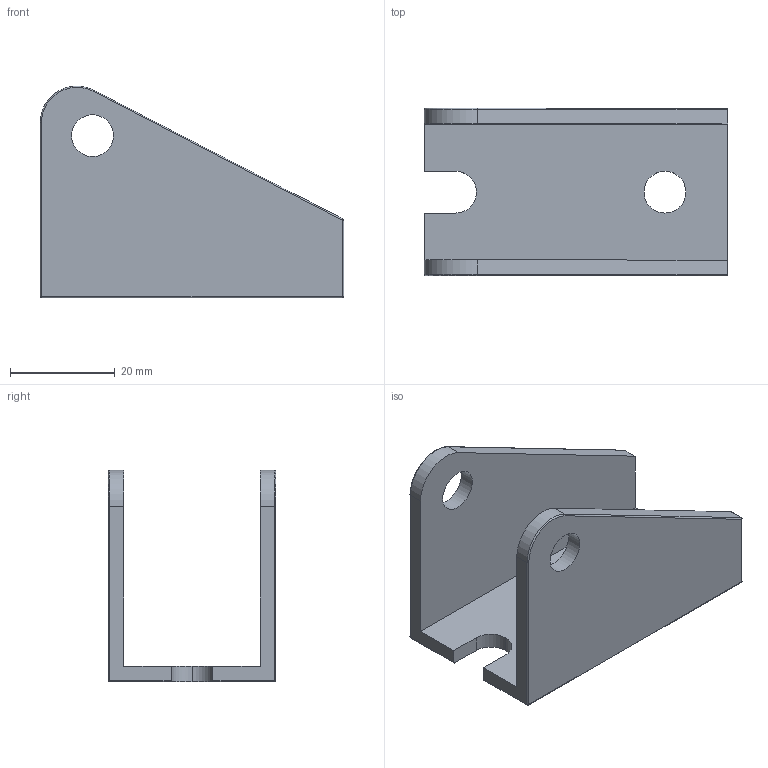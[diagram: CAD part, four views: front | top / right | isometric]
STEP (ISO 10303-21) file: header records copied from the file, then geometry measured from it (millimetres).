
FILE_DESCRIPTION(('FreeCAD Model'),'2;1');
FILE_NAME( 'MB8.step', '2016-03-04T12:15:52',('Author'),(''), 'Open CASCADE STEP processor 6.8','FreeCAD','Unknown');
FILE_SCHEMA(('AUTOMOTIVE_DESIGN_CC2 { 1 2 10303 214 -1 1 5 4 }'));
Length unit declared in the file: millimetre
Products named in the file (1): MB8
Bounding box: 58 x 32 x 40.49 mm (x, y, z)
Volume: 14104.8 mm3; surface area: 10494.7 mm2
Topology: 1 solids, 1 shells, 41 faces, 101 edges, 56 vertices
Faces by surface type: cylinder 20, plane 13, sphere 6, torus 2
Full cylindrical faces by diameter (mm): 8 x3
Entity records: 2373 total; most frequent: CARTESIAN_POINT 469, DIRECTION 345, ORIENTED_EDGE 190, PCURVE 190, DEFINITIONAL_REPRESENTATION 190, LINE 163, VECTOR 163, EDGE_CURVE 95
